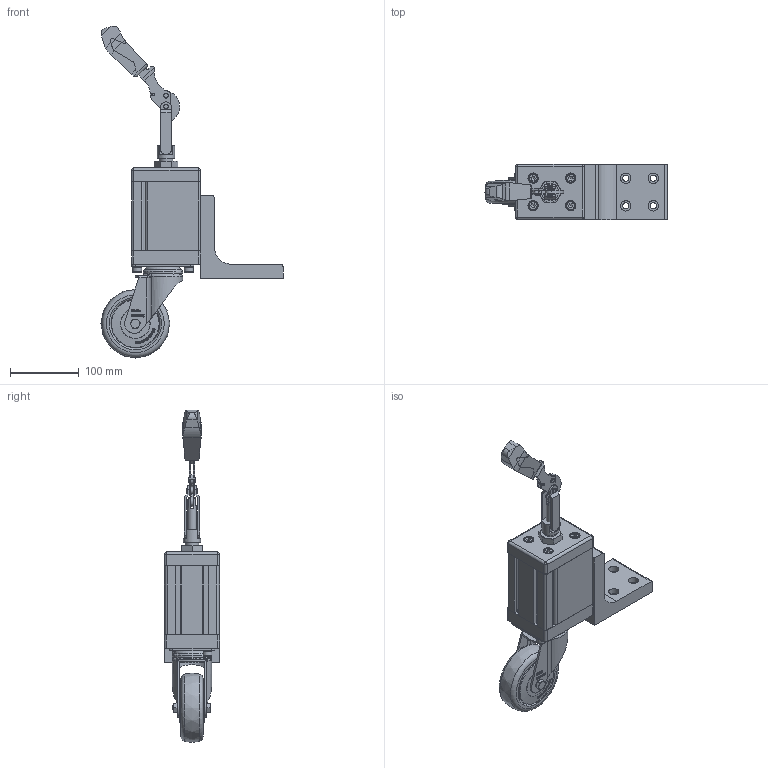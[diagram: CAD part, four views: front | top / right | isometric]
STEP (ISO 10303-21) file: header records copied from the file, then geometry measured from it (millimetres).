
FILE_DESCRIPTION(/* description */ ('Adapterplatte Rollenaufnahme'),/* implementation_level */ '2;1');
FILE_NAME(/* name */ 'SF2600V.stp',/* time_stamp */ '2015-12-23T11:26:53+01:00',/* author */ ('Marina Kaa'),/* organization */ (''),/* preprocessor_version */ 'ST-DEVELOPER v15.6',/* originating_system */ 'Autodesk Inventor 2015',/* authorisation */ '');
FILE_SCHEMA (('AUTOMOTIVE_DESIGN { 1 0 10303 214 3 1 1 }'));
Products named in the file (18): ME9602605_A; ME9602602_A; ME9602604_A; ME9602603_A; ME9602606_A; DK0912080250_A; SS8208V_A; DK0912080200_A; ME1630104_A; MK5100000_A; MK2402100_A; SV2002V_A; MK9602600_A; MK9602601_1_A; MK9602601_2_A; MK9602601_A; ME9602607_A; SF2600V_A
Bounding box: 264.5 x 80 x 481.98 mm (x, y, z)
Volume: 1700608.9 mm3; surface area: 388147.3 mm2
Topology: 58 solids, 60 shells, 1630 faces, 4172 edges, 2781 vertices
Faces by surface type: plane 820, cylinder 305, bspline 296, cone 142, torus 59, sphere 8
Full cylindrical faces by diameter (mm): 4 x7, 5 x5, 5.1 x8, 5.25 x2, 6 x1, 6.647 x14, 6.8 x4, 7 x6, 8 x20, 8.4 x16, 8.5 x1, 9 x18, 10 x1, 12 x1, 12.5 x1, 12.999 x1, 13 x32, 15 x18, 16 x1, 17.6 x1, 20 x4, 20.45 x1, 20.5 x1, 25 x1, 42.165 x1, 48 x1, 49 x1, 57 x1, 70 x2
Entity records: 64559 total; most frequent: CARTESIAN_POINT 33431, ORIENTED_EDGE 6516, DIRECTION 5071, EDGE_CURVE 3258, VERTEX_POINT 2280, AXIS2_PLACEMENT_3D 1743, EDGE_LOOP 1682, LINE 1585
